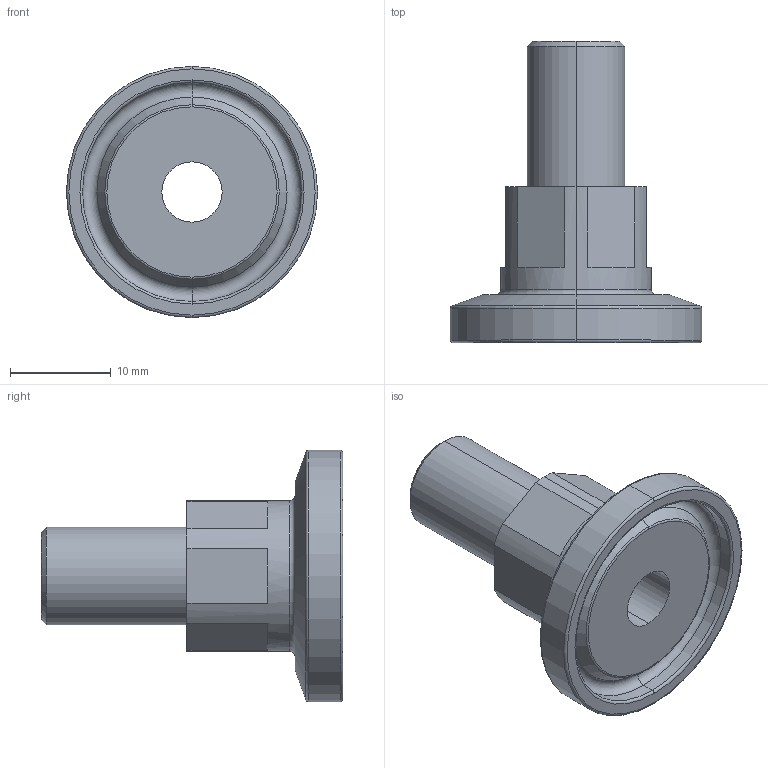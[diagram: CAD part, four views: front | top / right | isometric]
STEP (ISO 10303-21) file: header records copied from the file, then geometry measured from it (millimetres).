
FILE_DESCRIPTION (( 'STEP AP203' ), '1' );
FILE_NAME ('106.0125.025.STEP', '2022-06-27T09:01:02', ( '' ), ( '' ), 'SwSTEP 2.0', 'SolidWorks 2021', '' );
FILE_SCHEMA (( 'CONFIG_CONTROL_DESIGN' ));
Length unit declared in the file: millimetre
Products named in the file (1): 106.0125.025
Bounding box: 25 x 30 x 25 mm (x, y, z)
Volume: 3809.4 mm3; surface area: 2850.4 mm2
Topology: 1 solids, 1 shells, 45 faces, 102 edges, 62 vertices
Faces by surface type: plane 17, torus 12, cylinder 10, cone 6
Entity records: 1355 total; most frequent: DIRECTION 256, CARTESIAN_POINT 210, ORIENTED_EDGE 204, AXIS2_PLACEMENT_3D 108, EDGE_CURVE 102, CIRCLE 62, VERTEX_POINT 62, EDGE_LOOP 50
